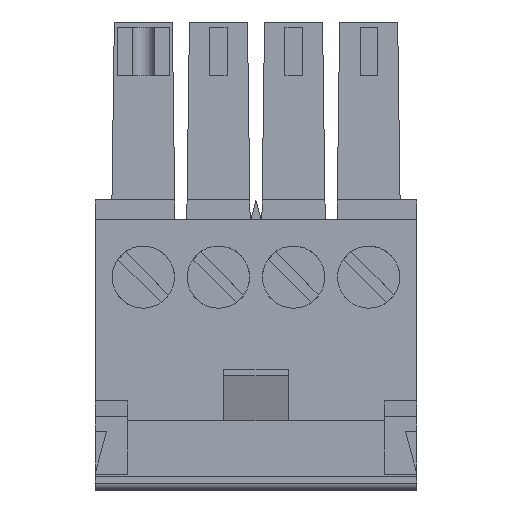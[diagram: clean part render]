
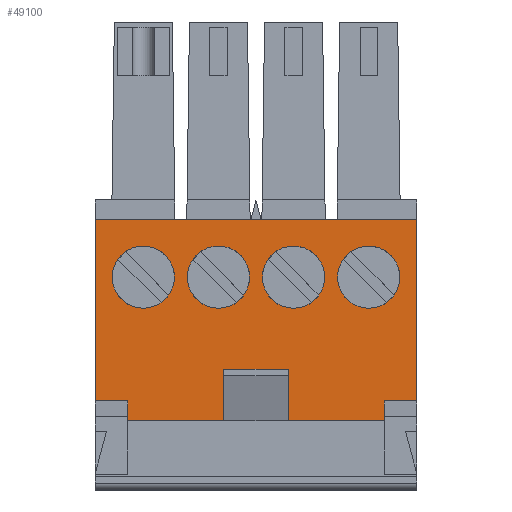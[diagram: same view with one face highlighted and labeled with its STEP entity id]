
A CAD part, top view. The second image highlights one B-rep face of the part: STEP entity #49100.
In plain terms, the highlighted face is planar.
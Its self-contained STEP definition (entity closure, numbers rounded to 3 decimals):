
#43270=CARTESIAN_POINT('',(43.069,50.744,2.24));
#43280=VERTEX_POINT('',#43270);
#43310=CARTESIAN_POINT('',(44.519,50.744,2.24));
#43320=DIRECTION('',(0.,-1.,0.));
#43330=DIRECTION('',(1.,0.,0.));
#43340=AXIS2_PLACEMENT_3D('',#43310,#43320,#43330);
#43350=CIRCLE('',#43340,1.45);
#43360=CARTESIAN_POINT('',(45.969,50.744,2.24));
#43370=VERTEX_POINT('',#43360);
#43380=EDGE_CURVE('',#43280,#43370,#43350,.T.);
#46460=CARTESIAN_POINT('',(45.969,50.744,5.74));
#46470=VERTEX_POINT('',#46460);
#46500=CARTESIAN_POINT('',(44.519,50.744,5.74));
#46510=DIRECTION('',(0.,-1.,0.));
#46520=DIRECTION('',(1.,0.,0.));
#46530=AXIS2_PLACEMENT_3D('',#46500,#46510,#46520);
#46540=CIRCLE('',#46530,1.45);
#46550=CARTESIAN_POINT('',(43.069,50.744,5.74));
#46560=VERTEX_POINT('',#46550);
#46570=EDGE_CURVE('',#46470,#46560,#46540,.T.);
#46980=CARTESIAN_POINT('',(45.969,50.744,9.24));
#46990=VERTEX_POINT('',#46980);
#47020=CARTESIAN_POINT('',(44.519,50.744,9.24));
#47030=DIRECTION('',(0.,-1.,0.));
#47040=DIRECTION('',(1.,0.,0.));
#47050=AXIS2_PLACEMENT_3D('',#47020,#47030,#47040);
#47060=CIRCLE('',#47050,1.45);
#47070=CARTESIAN_POINT('',(43.069,50.744,9.24));
#47080=VERTEX_POINT('',#47070);
#47090=EDGE_CURVE('',#46990,#47080,#47060,.T.);
#47810=CARTESIAN_POINT('',(47.09,50.744,
13.602));
#47820=DIRECTION('',(0.,1.,0.));
#47830=DIRECTION('',(1.,0.,0.));
#47840=AXIS2_PLACEMENT_3D('',#47810,#47820,#47830);
#47850=PLANE('',#47840);
#47860=CARTESIAN_POINT('',(0.,50.744,-0.01));
#47870=DIRECTION('',(1.,0.,0.));
#47880=VECTOR('',#47870,1.);
#47890=LINE('',#47860,#47880);
#47900=CARTESIAN_POINT('',(41.819,50.744,
-0.01));
#47910=VERTEX_POINT('',#47900);
#47920=CARTESIAN_POINT('',(50.283,50.744,
-0.01));
#47930=VERTEX_POINT('',#47920);
#47940=EDGE_CURVE('',#47910,#47930,#47890,.T.);
#47950=ORIENTED_EDGE('',*,*,#47940,.F.);
#47960=CARTESIAN_POINT('',(50.283,50.744,0.));
#47970=DIRECTION('',(0.,0.,-1.));
#47980=VECTOR('',#47970,1.);
#47990=LINE('',#47960,#47980);
#48000=CARTESIAN_POINT('',(50.283,50.744,1.515));
#48010=VERTEX_POINT('',#48000);
#48020=EDGE_CURVE('',#48010,#47930,#47990,.T.);
#48030=ORIENTED_EDGE('',*,*,#48020,.T.);
#48040=CARTESIAN_POINT('',(0.,50.744,1.515));
#48050=DIRECTION('',(-1.,0.,0.));
#48060=VECTOR('',#48050,1.);
#48070=LINE('',#48040,#48060);
#48080=CARTESIAN_POINT('',(51.219,50.744,1.515));
#48090=VERTEX_POINT('',#48080);
#48100=EDGE_CURVE('',#48090,#48010,#48070,.T.);
#48110=ORIENTED_EDGE('',*,*,#48100,.T.);
#48120=CARTESIAN_POINT('',(51.219,50.744,0.));
#48130=DIRECTION('',(0.,0.,-1.));
#48140=VECTOR('',#48130,1.);
#48150=LINE('',#48120,#48140);
#48160=CARTESIAN_POINT('',(51.219,50.744,5.99));
#48170=VERTEX_POINT('',#48160);
#48180=EDGE_CURVE('',#48170,#48090,#48150,.T.);
#48190=ORIENTED_EDGE('',*,*,#48180,.T.);
#48200=CARTESIAN_POINT('',(0.,50.744,5.99));
#48210=DIRECTION('',(-1.,0.,0.));
#48220=VECTOR('',#48210,1.);
#48230=LINE('',#48200,#48220);
#48240=CARTESIAN_POINT('',(48.819,50.744,5.99));
#48250=VERTEX_POINT('',#48240);
#48260=EDGE_CURVE('',#48170,#48250,#48230,.T.);
#48270=ORIENTED_EDGE('',*,*,#48260,.F.);
#48280=CARTESIAN_POINT('',(48.819,50.744,0.));
#48290=DIRECTION('',(0.,0.,-1.));
#48300=VECTOR('',#48290,1.);
#48310=LINE('',#48280,#48300);
#48320=CARTESIAN_POINT('',(48.819,50.744,
8.99));
#48330=VERTEX_POINT('',#48320);
#48340=EDGE_CURVE('',#48330,#48250,#48310,.T.);
#48350=ORIENTED_EDGE('',*,*,#48340,.T.);
#48360=CARTESIAN_POINT('',(0.,50.744,8.99));
#48370=DIRECTION('',(1.,0.,0.));
#48380=VECTOR('',#48370,1.);
#48390=LINE('',#48360,#48380);
#48400=CARTESIAN_POINT('',(51.219,50.744,
8.99));
#48410=VERTEX_POINT('',#48400);
#48420=EDGE_CURVE('',#48330,#48410,#48390,.T.);
#48430=ORIENTED_EDGE('',*,*,#48420,.F.);
#48440=CARTESIAN_POINT('',(51.219,50.744,13.465));
#48450=VERTEX_POINT('',#48440);
#48460=EDGE_CURVE('',#48450,#48410,#48150,.T.);
#48470=ORIENTED_EDGE('',*,*,#48460,.T.);
#48480=CARTESIAN_POINT('',(0.,50.744,13.465));
#48490=DIRECTION('',(1.,0.,0.));
#48500=VECTOR('',#48490,1.);
#48510=LINE('',#48480,#48500);
#48520=CARTESIAN_POINT('',(50.283,50.744,13.465));
#48530=VERTEX_POINT('',#48520);
#48540=EDGE_CURVE('',#48530,#48450,#48510,.T.);
#48550=ORIENTED_EDGE('',*,*,#48540,.T.);
#48560=CARTESIAN_POINT('',(50.283,50.744,0.));
#48570=DIRECTION('',(0.,0.,-1.));
#48580=VECTOR('',#48570,1.);
#48590=LINE('',#48560,#48580);
#48600=CARTESIAN_POINT('',(50.283,50.744,14.99));
#48610=VERTEX_POINT('',#48600);
#48620=EDGE_CURVE('',#48610,#48530,#48590,.T.);
#48630=ORIENTED_EDGE('',*,*,#48620,.T.);
#48640=CARTESIAN_POINT('',(0.,50.744,14.99));
#48650=DIRECTION('',(-1.,0.,0.));
#48660=VECTOR('',#48650,1.);
#48670=LINE('',#48640,#48660);
#48680=CARTESIAN_POINT('',(41.819,50.744,14.99));
#48690=VERTEX_POINT('',#48680);
#48700=EDGE_CURVE('',#48610,#48690,#48670,.T.);
#48710=ORIENTED_EDGE('',*,*,#48700,.F.);
#48720=CARTESIAN_POINT('',(41.819,50.744,0.));
#48730=DIRECTION('',(0.,0.,-1.));
#48740=VECTOR('',#48730,1.);
#48750=LINE('',#48720,#48740);
#48760=EDGE_CURVE('',#48690,#47910,#48750,.T.);
#48770=ORIENTED_EDGE('',*,*,#48760,.F.);
#48780=EDGE_LOOP('',(#48770,#48710,#48630,#48550,#48470,#48430,#48350,
#48270,#48190,#48110,#48030,#47950));
#48790=FACE_OUTER_BOUND('',#48780,.T.);
#48800=CARTESIAN_POINT('',(44.519,50.744,12.74));
#48810=DIRECTION('',(0.,-1.,0.));
#48820=DIRECTION('',(1.,0.,0.));
#48830=AXIS2_PLACEMENT_3D('',#48800,#48810,#48820);
#48840=CIRCLE('',#48830,1.45);
#48850=CARTESIAN_POINT('',(45.969,50.744,12.74));
#48860=VERTEX_POINT('',#48850);
#48870=CARTESIAN_POINT('',(43.069,50.744,12.74));
#48880=VERTEX_POINT('',#48870);
#48890=EDGE_CURVE('',#48860,#48880,#48840,.T.);
#48900=ORIENTED_EDGE('',*,*,#48890,.T.);
#48910=EDGE_CURVE('',#48880,#48860,#48840,.T.);
#48920=ORIENTED_EDGE('',*,*,#48910,.T.);
#48930=EDGE_LOOP('',(#48920,#48900));
#48940=FACE_BOUND('',#48930,.T.);
#48950=ORIENTED_EDGE('',*,*,#47090,.T.);
#48960=EDGE_CURVE('',#47080,#46990,#47060,.T.);
#48970=ORIENTED_EDGE('',*,*,#48960,.T.);
#48980=EDGE_LOOP('',(#48970,#48950));
#48990=FACE_BOUND('',#48980,.T.);
#49000=ORIENTED_EDGE('',*,*,#46570,.T.);
#49010=EDGE_CURVE('',#46560,#46470,#46540,.T.);
#49020=ORIENTED_EDGE('',*,*,#49010,.T.);
#49030=EDGE_LOOP('',(#49020,#49000));
#49040=FACE_BOUND('',#49030,.T.);
#49050=EDGE_CURVE('',#43370,#43280,#43350,.T.);
#49060=ORIENTED_EDGE('',*,*,#49050,.T.);
#49070=ORIENTED_EDGE('',*,*,#43380,.T.);
#49080=EDGE_LOOP('',(#49070,#49060));
#49090=FACE_BOUND('',#49080,.T.);
#49100=ADVANCED_FACE('',(#48790,#48940,#48990,#49040,#49090),#47850,.T.)
;
